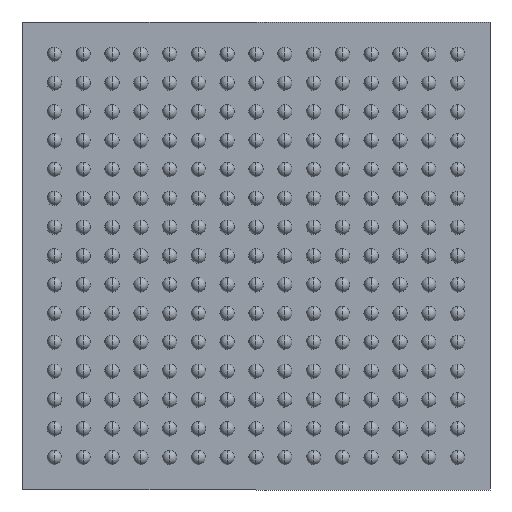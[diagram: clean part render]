
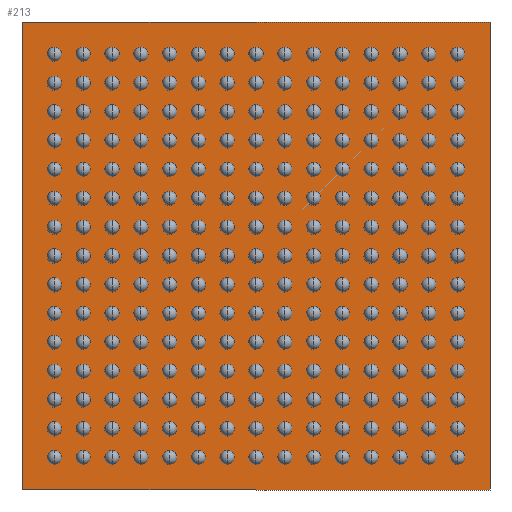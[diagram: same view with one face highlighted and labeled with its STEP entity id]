
A CAD part, front view. The second image highlights one B-rep face of the part: STEP entity #213.
In plain terms, the highlighted planar face has unit normal (0, -1, 0).
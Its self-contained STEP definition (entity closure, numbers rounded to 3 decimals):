
#213 = ADVANCED_FACE ( 'NONE', ( #12654 ), #1994, .F. ) ;
#272 = DIRECTION ( 'NONE',  ( 0., 1., 0. ) ) ;
#402 = EDGE_LOOP ( 'NONE', ( #2272, #12773, #16291, #5297 ) ) ;
#430 = EDGE_CURVE ( 'NONE', #18889, #2525, #4749, .T. ) ;
#956 = CARTESIAN_POINT ( 'NONE',  ( -6.5, 0., 6.5 ) ) ;
#1167 = LINE ( 'NONE', #2316, #6035 ) ;
#1727 = DIRECTION ( 'NONE',  ( 0., 0., 1. ) ) ;
#1994 = PLANE ( 'NONE',  #16443 ) ;
#2258 = VECTOR ( 'NONE', #13873, 1000. ) ;
#2272 = ORIENTED_EDGE ( 'NONE', *, *, #13228, .F. ) ;
#2316 = CARTESIAN_POINT ( 'NONE',  ( 6.5, 0., -6.5 ) ) ;
#2525 = VERTEX_POINT ( 'NONE', #6905 ) ;
#4749 = LINE ( 'NONE', #16389, #4977 ) ;
#4977 = VECTOR ( 'NONE', #13622, 1000. ) ;
#5297 = ORIENTED_EDGE ( 'NONE', *, *, #10570, .F. ) ;
#6035 = VECTOR ( 'NONE', #6893, 1000. ) ;
#6202 = CARTESIAN_POINT ( 'NONE',  ( 0., 0., 0. ) ) ;
#6893 = DIRECTION ( 'NONE',  ( -1., 0., 0. ) ) ;
#6905 = CARTESIAN_POINT ( 'NONE',  ( 6.5, 0., -6.5 ) ) ;
#8466 = VERTEX_POINT ( 'NONE', #8536 ) ;
#8536 = CARTESIAN_POINT ( 'NONE',  ( -6.5, 0., -6.5 ) ) ;
#8545 = LINE ( 'NONE', #13476, #9897 ) ;
#9897 = VECTOR ( 'NONE', #11994, 1000. ) ;
#10462 = EDGE_CURVE ( 'NONE', #2525, #8466, #1167, .T. ) ;
#10570 = EDGE_CURVE ( 'NONE', #16603, #18889, #8545, .T. ) ;
#11994 = DIRECTION ( 'NONE',  ( 1., 0., 0. ) ) ;
#12654 = FACE_OUTER_BOUND ( 'NONE', #402, .T. ) ;
#12773 = ORIENTED_EDGE ( 'NONE', *, *, #10462, .F. ) ;
#13228 = EDGE_CURVE ( 'NONE', #8466, #16603, #13972, .T. ) ;
#13476 = CARTESIAN_POINT ( 'NONE',  ( 6.5, 0., 6.5 ) ) ;
#13622 = DIRECTION ( 'NONE',  ( 0., 0., -1. ) ) ;
#13873 = DIRECTION ( 'NONE',  ( 0., 0., 1. ) ) ;
#13972 = LINE ( 'NONE', #17009, #2258 ) ;
#16291 = ORIENTED_EDGE ( 'NONE', *, *, #430, .F. ) ;
#16389 = CARTESIAN_POINT ( 'NONE',  ( 6.5, 0., 6.5 ) ) ;
#16443 = AXIS2_PLACEMENT_3D ( 'NONE', #6202, #272, #1727 ) ;
#16603 = VERTEX_POINT ( 'NONE', #956 ) ;
#17009 = CARTESIAN_POINT ( 'NONE',  ( -6.5, 0., 6.5 ) ) ;
#18081 = CARTESIAN_POINT ( 'NONE',  ( 6.5, 0., 6.5 ) ) ;
#18889 = VERTEX_POINT ( 'NONE', #18081 ) ;
